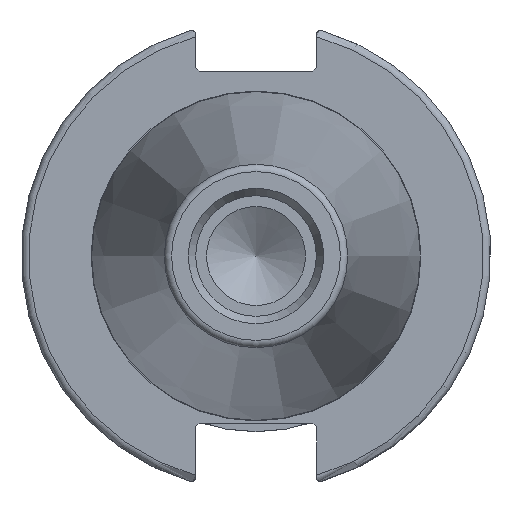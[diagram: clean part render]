
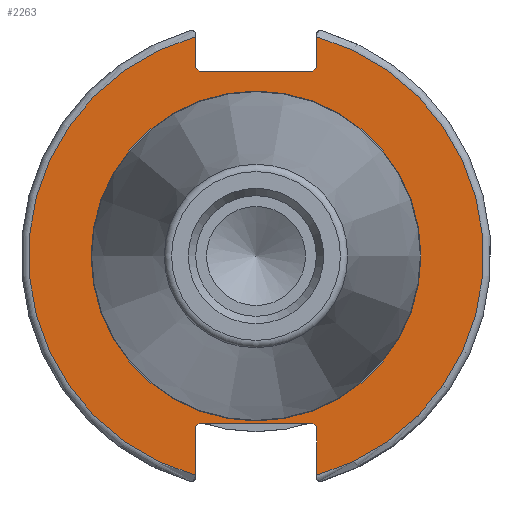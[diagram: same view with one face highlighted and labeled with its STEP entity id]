
A CAD part, left-side view. The second image highlights one B-rep face of the part: STEP entity #2263.
In plain terms, the highlighted planar face has unit normal (-1, 0, 0).
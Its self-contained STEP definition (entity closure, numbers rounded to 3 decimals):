
#554=FACE_BOUND('',#856,.T.);
#583=CIRCLE('',#2588,22.3);
#585=CIRCLE('',#2591,30.75);
#586=CIRCLE('',#2592,30.75);
#741=FACE_OUTER_BOUND('',#855,.T.);
#855=EDGE_LOOP('',(#1726,#1727,#1728,#1729,#1730,#1731,#1732,#1733,#1734,
#1735,#1736,#1737));
#856=EDGE_LOOP('',(#1738));
#976=LINE('',#3725,#1106);
#977=LINE('',#3727,#1107);
#978=LINE('',#3729,#1108);
#979=LINE('',#3731,#1109);
#980=LINE('',#3733,#1110);
#981=LINE('',#3737,#1111);
#982=LINE('',#3739,#1112);
#983=LINE('',#3741,#1113);
#984=LINE('',#3743,#1114);
#985=LINE('',#3744,#1115);
#1106=VECTOR('',#2956,10.);
#1107=VECTOR('',#2957,10.);
#1108=VECTOR('',#2958,10.);
#1109=VECTOR('',#2959,10.);
#1110=VECTOR('',#2960,10.);
#1111=VECTOR('',#2963,10.);
#1112=VECTOR('',#2964,10.);
#1113=VECTOR('',#2965,10.);
#1114=VECTOR('',#2966,10.);
#1115=VECTOR('',#2967,10.);
#1243=VERTEX_POINT('',#3716);
#1244=VERTEX_POINT('',#3721);
#1245=VERTEX_POINT('',#3722);
#1246=VERTEX_POINT('',#3724);
#1247=VERTEX_POINT('',#3726);
#1248=VERTEX_POINT('',#3728);
#1249=VERTEX_POINT('',#3730);
#1250=VERTEX_POINT('',#3732);
#1251=VERTEX_POINT('',#3734);
#1252=VERTEX_POINT('',#3736);
#1253=VERTEX_POINT('',#3738);
#1254=VERTEX_POINT('',#3740);
#1255=VERTEX_POINT('',#3742);
#1429=EDGE_CURVE('',#1243,#1243,#583,.T.);
#1431=EDGE_CURVE('',#1244,#1245,#585,.T.);
#1432=EDGE_CURVE('',#1244,#1246,#976,.T.);
#1433=EDGE_CURVE('',#1247,#1246,#977,.T.);
#1434=EDGE_CURVE('',#1247,#1248,#978,.T.);
#1435=EDGE_CURVE('',#1249,#1248,#979,.T.);
#1436=EDGE_CURVE('',#1249,#1250,#980,.T.);
#1437=EDGE_CURVE('',#1251,#1250,#586,.T.);
#1438=EDGE_CURVE('',#1251,#1252,#981,.T.);
#1439=EDGE_CURVE('',#1253,#1252,#982,.T.);
#1440=EDGE_CURVE('',#1253,#1254,#983,.T.);
#1441=EDGE_CURVE('',#1255,#1254,#984,.T.);
#1442=EDGE_CURVE('',#1255,#1245,#985,.T.);
#1726=ORIENTED_EDGE('',*,*,#1431,.F.);
#1727=ORIENTED_EDGE('',*,*,#1432,.T.);
#1728=ORIENTED_EDGE('',*,*,#1433,.F.);
#1729=ORIENTED_EDGE('',*,*,#1434,.T.);
#1730=ORIENTED_EDGE('',*,*,#1435,.F.);
#1731=ORIENTED_EDGE('',*,*,#1436,.T.);
#1732=ORIENTED_EDGE('',*,*,#1437,.F.);
#1733=ORIENTED_EDGE('',*,*,#1438,.T.);
#1734=ORIENTED_EDGE('',*,*,#1439,.F.);
#1735=ORIENTED_EDGE('',*,*,#1440,.T.);
#1736=ORIENTED_EDGE('',*,*,#1441,.F.);
#1737=ORIENTED_EDGE('',*,*,#1442,.T.);
#1738=ORIENTED_EDGE('',*,*,#1429,.F.);
#2194=PLANE('',#2590);
#2263=ADVANCED_FACE('',(#741,#554),#2194,.T.);
#2588=AXIS2_PLACEMENT_3D('',#3718,#2948,#2949);
#2590=AXIS2_PLACEMENT_3D('',#3720,#2952,#2953);
#2591=AXIS2_PLACEMENT_3D('',#3723,#2954,#2955);
#2592=AXIS2_PLACEMENT_3D('',#3735,#2961,#2962);
#2948=DIRECTION('center_axis',(-1.,0.,0.));
#2949=DIRECTION('ref_axis',(0.,-1.,0.));
#2952=DIRECTION('center_axis',(-1.,0.,0.));
#2953=DIRECTION('ref_axis',(0.,0.,1.));
#2954=DIRECTION('center_axis',(1.,0.,0.));
#2955=DIRECTION('ref_axis',(0.,-1.,0.));
#2956=DIRECTION('',(0.,0.,-1.));
#2957=DIRECTION('',(0.,-0.707,0.707));
#2958=DIRECTION('',(0.,1.,0.));
#2959=DIRECTION('',(0.,-0.707,-0.707));
#2960=DIRECTION('',(0.,0.,1.));
#2961=DIRECTION('center_axis',(1.,0.,0.));
#2962=DIRECTION('ref_axis',(0.,1.,0.));
#2963=DIRECTION('',(0.,0.,1.));
#2964=DIRECTION('',(0.,0.707,-0.707));
#2965=DIRECTION('',(0.,-1.,0.));
#2966=DIRECTION('',(0.,0.707,0.707));
#2967=DIRECTION('',(0.,0.,-1.));
#3716=CARTESIAN_POINT('',(3.175,0.,22.3));
#3718=CARTESIAN_POINT('Origin',(3.175,0.,0.));
#3720=CARTESIAN_POINT('Origin',(3.175,31.75,0.));
#3721=CARTESIAN_POINT('',(3.175,-8.19,29.639));
#3722=CARTESIAN_POINT('',(3.175,-8.19,-29.639));
#3723=CARTESIAN_POINT('Origin',(3.175,0.,0.));
#3724=CARTESIAN_POINT('',(3.175,-8.19,25.5));
#3725=CARTESIAN_POINT('',(3.175,-8.19,12.5));
#3726=CARTESIAN_POINT('',(3.175,-7.69,25.));
#3727=CARTESIAN_POINT('',(3.175,8.295,9.015));
#3728=CARTESIAN_POINT('',(3.175,7.69,25.));
#3729=CARTESIAN_POINT('',(3.175,15.875,25.));
#3730=CARTESIAN_POINT('',(3.175,8.19,25.5));
#3731=CARTESIAN_POINT('',(3.175,7.58,24.89));
#3732=CARTESIAN_POINT('',(3.175,8.19,29.639));
#3733=CARTESIAN_POINT('',(3.175,8.19,12.5));
#3734=CARTESIAN_POINT('',(3.175,8.19,-29.639));
#3735=CARTESIAN_POINT('Origin',(3.175,0.,0.));
#3736=CARTESIAN_POINT('',(3.175,8.19,-23.1));
#3737=CARTESIAN_POINT('',(3.175,8.19,-11.3));
#3738=CARTESIAN_POINT('',(3.175,7.69,-22.6));
#3739=CARTESIAN_POINT('',(3.175,8.18,-23.09));
#3740=CARTESIAN_POINT('',(3.175,-7.69,-22.6));
#3741=CARTESIAN_POINT('',(3.175,15.875,-22.6));
#3742=CARTESIAN_POINT('',(3.175,-8.19,-23.1));
#3743=CARTESIAN_POINT('',(3.175,7.695,-7.215));
#3744=CARTESIAN_POINT('',(3.175,-8.19,-11.3));
